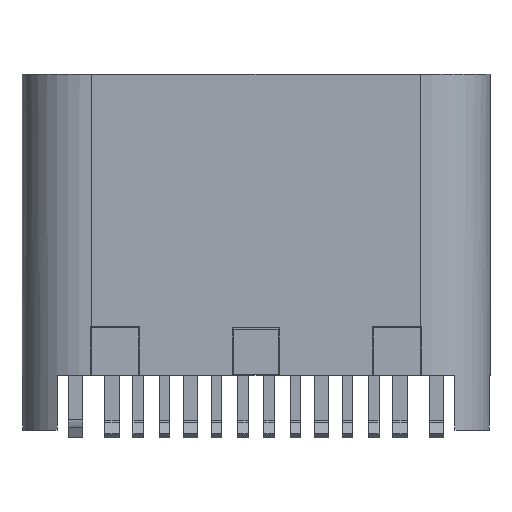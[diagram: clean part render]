
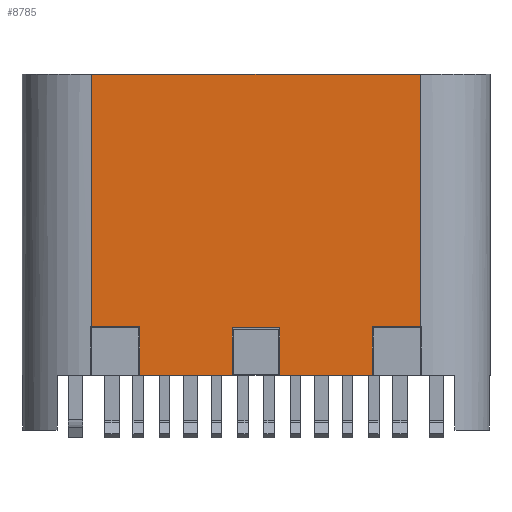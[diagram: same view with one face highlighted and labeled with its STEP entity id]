
A CAD part, front view. The second image highlights one B-rep face of the part: STEP entity #8785.
In plain terms, the highlighted planar face has unit normal (0, -1, 0).
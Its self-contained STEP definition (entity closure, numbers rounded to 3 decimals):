
#1180=DIRECTION('',(0.,0.,-1.));
#1181=VECTOR('',#1180,4.83);
#1182=CARTESIAN_POINT('',(-3.14,-1.58,2.875));
#1183=LINE('',#1182,#1181);
#1197=DIRECTION('',(-1.,0.,0.));
#1198=VECTOR('',#1197,0.92);
#1199=CARTESIAN_POINT('',(-2.22,-1.58,-1.955));
#1200=LINE('',#1199,#1198);
#1201=DIRECTION('',(0.,0.,-1.));
#1202=VECTOR('',#1201,0.92);
#1203=CARTESIAN_POINT('',(2.22,-1.58,-1.955));
#1204=LINE('',#1203,#1202);
#1205=DIRECTION('',(-1.,0.,0.));
#1206=VECTOR('',#1205,1.77);
#1207=CARTESIAN_POINT('',(2.22,-1.58,-2.875));
#1208=LINE('',#1207,#1206);
#1209=DIRECTION('',(-1.,0.,0.));
#1210=VECTOR('',#1209,0.9);
#1211=CARTESIAN_POINT('',(0.45,-1.58,-1.975));
#1212=LINE('',#1211,#1210);
#1213=DIRECTION('',(0.,0.,-1.));
#1214=VECTOR('',#1213,0.9);
#1215=CARTESIAN_POINT('',(-0.45,-1.58,-1.975));
#1216=LINE('',#1215,#1214);
#1217=DIRECTION('',(-1.,0.,0.));
#1218=VECTOR('',#1217,1.77);
#1219=CARTESIAN_POINT('',(-0.45,-1.58,-2.875));
#1220=LINE('',#1219,#1218);
#1225=DIRECTION('',(0.,0.,-1.));
#1226=VECTOR('',#1225,0.92);
#1227=CARTESIAN_POINT('',(-2.22,-1.58,-1.955));
#1228=LINE('',#1227,#1226);
#1257=DIRECTION('',(0.,0.,-1.));
#1258=VECTOR('',#1257,0.9);
#1259=CARTESIAN_POINT('',(0.45,-1.58,-1.975));
#1260=LINE('',#1259,#1258);
#1281=DIRECTION('',(1.,0.,0.));
#1282=VECTOR('',#1281,0.92);
#1283=CARTESIAN_POINT('',(2.22,-1.58,-1.955));
#1284=LINE('',#1283,#1282);
#1290=DIRECTION('',(0.,0.,1.));
#1291=VECTOR('',#1290,4.83);
#1292=CARTESIAN_POINT('',(3.14,-1.58,-1.955));
#1293=LINE('',#1292,#1291);
#1324=DIRECTION('',(-1.,0.,0.));
#1325=VECTOR('',#1324,6.28);
#1326=CARTESIAN_POINT('',(3.14,-1.58,2.875));
#1327=LINE('',#1326,#1325);
#6660=CARTESIAN_POINT('',(2.22,-1.58,-2.875));
#6662=VERTEX_POINT('',#6660);
#6665=CARTESIAN_POINT('',(0.45,-1.58,-2.875));
#6666=VERTEX_POINT('',#6665);
#6676=CARTESIAN_POINT('',(-2.22,-1.58,-2.875));
#6678=VERTEX_POINT('',#6676);
#6679=CARTESIAN_POINT('',(-0.45,-1.58,-2.875));
#6680=VERTEX_POINT('',#6679);
#6744=CARTESIAN_POINT('',(3.14,-1.58,2.875));
#6745=VERTEX_POINT('',#6744);
#6746=CARTESIAN_POINT('',(-3.14,-1.58,2.875));
#6747=VERTEX_POINT('',#6746);
#6758=CARTESIAN_POINT('',(3.14,-1.58,-1.955));
#6760=VERTEX_POINT('',#6758);
#6763=CARTESIAN_POINT('',(2.22,-1.58,-1.955));
#6765=VERTEX_POINT('',#6763);
#6778=CARTESIAN_POINT('',(-2.22,-1.58,-1.955));
#6779=VERTEX_POINT('',#6778);
#6784=CARTESIAN_POINT('',(-3.14,-1.58,-1.955));
#6785=VERTEX_POINT('',#6784);
#6788=CARTESIAN_POINT('',(0.45,-1.58,-1.975));
#6789=VERTEX_POINT('',#6788);
#6790=CARTESIAN_POINT('',(-0.45,-1.58,-1.975));
#6791=VERTEX_POINT('',#6790);
#8756=CARTESIAN_POINT('',(-4.47,-1.58,-2.875));
#8757=DIRECTION('',(0.,-1.,0.));
#8758=DIRECTION('',(1.,0.,0.));
#8759=AXIS2_PLACEMENT_3D('',#8756,#8757,#8758);
#8760=PLANE('',#8759);
#8762=ORIENTED_EDGE('',*,*,#8761,.F.);
#8763=ORIENTED_EDGE('',*,*,#8747,.T.);
#8764=ORIENTED_EDGE('',*,*,#8734,.F.);
#8766=ORIENTED_EDGE('',*,*,#8765,.F.);
#8768=ORIENTED_EDGE('',*,*,#8767,.F.);
#8770=ORIENTED_EDGE('',*,*,#8769,.F.);
#8772=ORIENTED_EDGE('',*,*,#8771,.T.);
#8774=ORIENTED_EDGE('',*,*,#8773,.T.);
#8776=ORIENTED_EDGE('',*,*,#8775,.F.);
#8778=ORIENTED_EDGE('',*,*,#8777,.T.);
#8780=ORIENTED_EDGE('',*,*,#8779,.T.);
#8782=ORIENTED_EDGE('',*,*,#8781,.T.);
#8783=EDGE_LOOP('',(#8762,#8763,#8764,#8766,#8768,#8770,#8772,#8774,#8776,#8778,
#8780,#8782));
#8784=FACE_OUTER_BOUND('',#8783,.F.);
#8785=ADVANCED_FACE('',(#8784),#8760,.T.);
#8734=EDGE_CURVE('',#6747,#6785,#1183,.T.);
#8747=EDGE_CURVE('',#6779,#6785,#1200,.T.);
#8761=EDGE_CURVE('',#6779,#6678,#1228,.T.);
#8765=EDGE_CURVE('',#6745,#6747,#1327,.T.);
#8767=EDGE_CURVE('',#6760,#6745,#1293,.T.);
#8769=EDGE_CURVE('',#6765,#6760,#1284,.T.);
#8771=EDGE_CURVE('',#6765,#6662,#1204,.T.);
#8773=EDGE_CURVE('',#6662,#6666,#1208,.T.);
#8775=EDGE_CURVE('',#6789,#6666,#1260,.T.);
#8777=EDGE_CURVE('',#6789,#6791,#1212,.T.);
#8779=EDGE_CURVE('',#6791,#6680,#1216,.T.);
#8781=EDGE_CURVE('',#6680,#6678,#1220,.T.);
